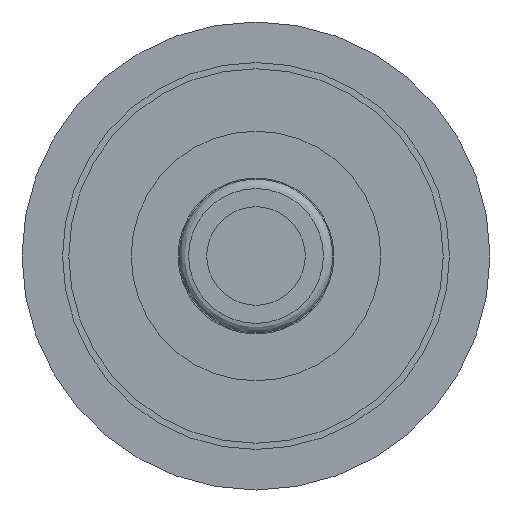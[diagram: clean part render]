
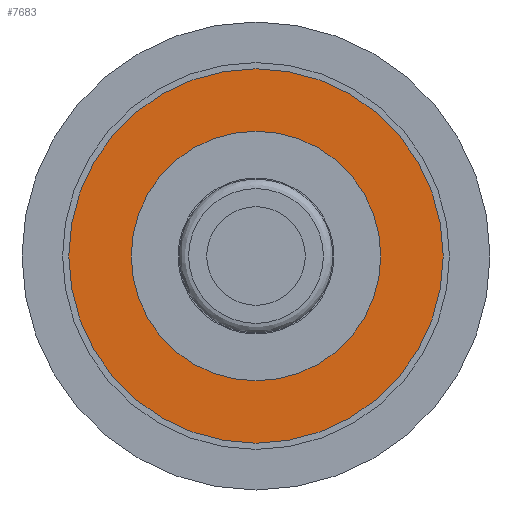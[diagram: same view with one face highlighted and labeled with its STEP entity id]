
A CAD part, front view. The second image highlights one B-rep face of the part: STEP entity #7683.
In plain terms, the highlighted face is planar.
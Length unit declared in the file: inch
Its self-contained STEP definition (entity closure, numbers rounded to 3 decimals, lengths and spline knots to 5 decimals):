
#7451=CARTESIAN_POINT('',(-0.15,0.,1.155));
#7452=VERTEX_POINT('',#7451);
#7453=CARTESIAN_POINT('',(0.,0.,1.155));
#7454=DIRECTION('',(0.0,0.0,1.0));
#7455=DIRECTION('',(1.0,0.0,0.0));
#7456=AXIS2_PLACEMENT_3D('',#7453,#7454,#7455);
#7457=CIRCLE('',#7456,0.15);
#7458=EDGE_CURVE('',#7452,#7452,#7457,.T.);
#7468=CARTESIAN_POINT('',(-0.1,0.,1.155));
#7469=VERTEX_POINT('',#7468);
#7470=CARTESIAN_POINT('',(0.,0.,1.155));
#7471=DIRECTION('',(0.0,0.0,1.0));
#7472=DIRECTION('',(1.0,0.0,0.0));
#7473=AXIS2_PLACEMENT_3D('',#7470,#7471,#7472);
#7474=CIRCLE('',#7473,0.1);
#7475=EDGE_CURVE('',#7469,#7469,#7474,.T.);
#7672=CARTESIAN_POINT('',(0.15,0.,1.155));
#7673=DIRECTION('',(0.0,0.0,-1.0));
#7674=DIRECTION('',(-1.0,0.0,0.0));
#7675=AXIS2_PLACEMENT_3D('',#7672,#7673,#7674);
#7676=PLANE('',#7675);
#7677=ORIENTED_EDGE('',*,*,#7458,.F.);
#7678=EDGE_LOOP('',(#7677));
#7679=FACE_OUTER_BOUND('',#7678,.T.);
#7680=ORIENTED_EDGE('',*,*,#7475,.T.);
#7681=EDGE_LOOP('',(#7680));
#7682=FACE_BOUND('',#7681,.T.);
#7683=ADVANCED_FACE('',(#7679,#7682),#7676,.T.);
